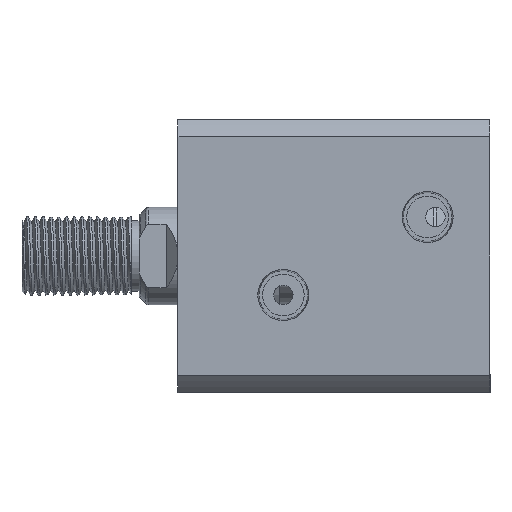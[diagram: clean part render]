
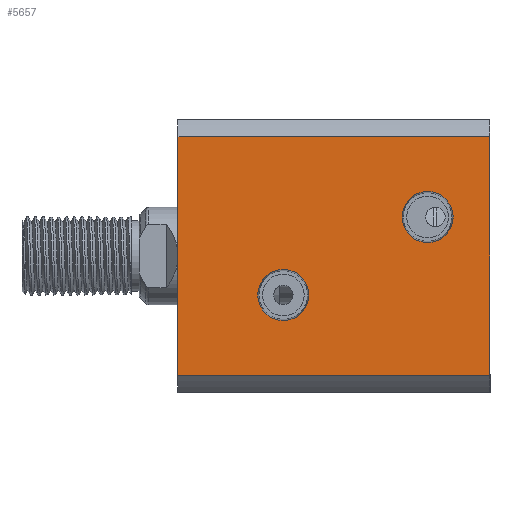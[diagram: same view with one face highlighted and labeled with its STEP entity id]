
A CAD part, left-side view. The second image highlights one B-rep face of the part: STEP entity #5657.
In plain terms, the highlighted planar face has unit normal (-1, 0, 0).
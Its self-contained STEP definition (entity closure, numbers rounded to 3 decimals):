
#48 = VERTEX_POINT ( 'NONE', #14807 ) ;
#105 = ORIENTED_EDGE ( 'NONE', *, *, #1007, .F. ) ;
#426 = VERTEX_POINT ( 'NONE', #7343 ) ;
#504 = EDGE_CURVE ( 'NONE', #9639, #9964, #11027, .T. ) ;
#904 = CIRCLE ( 'NONE', #6673, 6.541 ) ;
#1007 = EDGE_CURVE ( 'NONE', #426, #6712, #1621, .T. ) ;
#1010 = CIRCLE ( 'NONE', #12627, 6.541 ) ;
#1388 = VECTOR ( 'NONE', #12230, 1000. ) ;
#1438 = EDGE_CURVE ( 'NONE', #426, #5103, #11482, .T. ) ;
#1621 = LINE ( 'NONE', #11569, #14138 ) ;
#1815 = VECTOR ( 'NONE', #9035, 1000. ) ;
#2552 = ORIENTED_EDGE ( 'NONE', *, *, #10063, .F. ) ;
#2833 = EDGE_LOOP ( 'NONE', ( #2552, #14642 ) ) ;
#2858 = DIRECTION ( 'NONE',  ( -1., 0., 0. ) ) ;
#3428 = CARTESIAN_POINT ( 'NONE',  ( -35., 10., 53. ) ) ;
#3589 = CARTESIAN_POINT ( 'NONE',  ( -35., 10., 59.541 ) ) ;
#3899 = CARTESIAN_POINT ( 'NONE',  ( -35., 10., 53. ) ) ;
#4061 = ORIENTED_EDGE ( 'NONE', *, *, #10026, .F. ) ;
#4094 = CARTESIAN_POINT ( 'NONE',  ( -35., 35., 80. ) ) ;
#4351 = CARTESIAN_POINT ( 'NONE',  ( -35., 30.615, 80. ) ) ;
#4908 = DIRECTION ( 'NONE',  ( -1., 0., 0. ) ) ;
#5103 = VERTEX_POINT ( 'NONE', #8172 ) ;
#5108 = DIRECTION ( 'NONE',  ( 0., 0., 1. ) ) ;
#5308 = PLANE ( 'NONE',  #14152 ) ;
#5657 = ADVANCED_FACE ( 'NONE', ( #6908, #9773, #7278 ), #5308, .F. ) ;
#5693 = AXIS2_PLACEMENT_3D ( 'NONE', #10128, #2858, #11339 ) ;
#5831 = DIRECTION ( 'NONE',  ( 0., 0., 1. ) ) ;
#6673 = AXIS2_PLACEMENT_3D ( 'NONE', #12166, #4908, #13385 ) ;
#6712 = VERTEX_POINT ( 'NONE', #4351 ) ;
#6908 = FACE_BOUND ( 'NONE', #12378, .T. ) ;
#6915 = CARTESIAN_POINT ( 'NONE',  ( -35., 35., 80. ) ) ;
#7009 = AXIS2_PLACEMENT_3D ( 'NONE', #3428, #14282, #5831 ) ;
#7278 = FACE_OUTER_BOUND ( 'NONE', #9068, .T. ) ;
#7343 = CARTESIAN_POINT ( 'NONE',  ( -35., 30.615, 0. ) ) ;
#7398 = EDGE_CURVE ( 'NONE', #11745, #48, #904, .T. ) ;
#7738 = DIRECTION ( 'NONE',  ( 0., 1., 0. ) ) ;
#7975 = CARTESIAN_POINT ( 'NONE',  ( -35., -10., 22.541 ) ) ;
#8136 = DIRECTION ( 'NONE',  ( 0., -1., 0. ) ) ;
#8172 = CARTESIAN_POINT ( 'NONE',  ( -35., -30.615, 0. ) ) ;
#9035 = DIRECTION ( 'NONE',  ( 0., -1., 0. ) ) ;
#9068 = EDGE_LOOP ( 'NONE', ( #105, #9304, #4061, #11518 ) ) ;
#9304 = ORIENTED_EDGE ( 'NONE', *, *, #1438, .T. ) ;
#9327 = CIRCLE ( 'NONE', #5693, 6.541 ) ;
#9639 = VERTEX_POINT ( 'NONE', #10215 ) ;
#9773 = FACE_BOUND ( 'NONE', #2833, .T. ) ;
#9964 = VERTEX_POINT ( 'NONE', #3589 ) ;
#10026 = EDGE_CURVE ( 'NONE', #14833, #5103, #12210, .T. ) ;
#10063 = EDGE_CURVE ( 'NONE', #9964, #9639, #1010, .T. ) ;
#10128 = CARTESIAN_POINT ( 'NONE',  ( -35., -10., 16. ) ) ;
#10215 = CARTESIAN_POINT ( 'NONE',  ( -35., 10., 46.459 ) ) ;
#10849 = LINE ( 'NONE', #6915, #13663 ) ;
#11004 = CARTESIAN_POINT ( 'NONE',  ( -35., -30.615, -220. ) ) ;
#11027 = CIRCLE ( 'NONE', #7009, 6.541 ) ;
#11339 = DIRECTION ( 'NONE',  ( 0., 0., 1. ) ) ;
#11482 = LINE ( 'NONE', #12798, #1815 ) ;
#11518 = ORIENTED_EDGE ( 'NONE', *, *, #11866, .F. ) ;
#11567 = DIRECTION ( 'NONE',  ( 0., 0., 1. ) ) ;
#11569 = CARTESIAN_POINT ( 'NONE',  ( -35., 30.615, -220. ) ) ;
#11576 = ORIENTED_EDGE ( 'NONE', *, *, #7398, .F. ) ;
#11745 = VERTEX_POINT ( 'NONE', #7975 ) ;
#11866 = EDGE_CURVE ( 'NONE', #6712, #14833, #10849, .T. ) ;
#11990 = EDGE_CURVE ( 'NONE', #48, #11745, #9327, .T. ) ;
#12166 = CARTESIAN_POINT ( 'NONE',  ( -35., -10., 16. ) ) ;
#12210 = LINE ( 'NONE', #11004, #1388 ) ;
#12230 = DIRECTION ( 'NONE',  ( 0., 0., -1. ) ) ;
#12370 = DIRECTION ( 'NONE',  ( -1., 0., 0. ) ) ;
#12378 = EDGE_LOOP ( 'NONE', ( #11576, #14468 ) ) ;
#12627 = AXIS2_PLACEMENT_3D ( 'NONE', #3899, #12370, #5108 ) ;
#12643 = CARTESIAN_POINT ( 'NONE',  ( -35., -30.615, 80. ) ) ;
#12798 = CARTESIAN_POINT ( 'NONE',  ( -35., 35., 0. ) ) ;
#13385 = DIRECTION ( 'NONE',  ( 0., 0., 1. ) ) ;
#13663 = VECTOR ( 'NONE', #8136, 1000. ) ;
#14138 = VECTOR ( 'NONE', #11567, 1000. ) ;
#14152 = AXIS2_PLACEMENT_3D ( 'NONE', #4094, #15002, #7738 ) ;
#14282 = DIRECTION ( 'NONE',  ( -1., 0., 0. ) ) ;
#14468 = ORIENTED_EDGE ( 'NONE', *, *, #11990, .F. ) ;
#14642 = ORIENTED_EDGE ( 'NONE', *, *, #504, .F. ) ;
#14807 = CARTESIAN_POINT ( 'NONE',  ( -35., -10., 9.459 ) ) ;
#14833 = VERTEX_POINT ( 'NONE', #12643 ) ;
#15002 = DIRECTION ( 'NONE',  ( 1., 0., 0. ) ) ;
